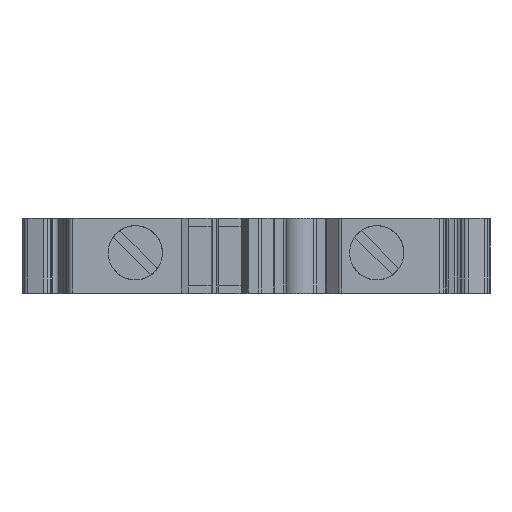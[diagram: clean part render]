
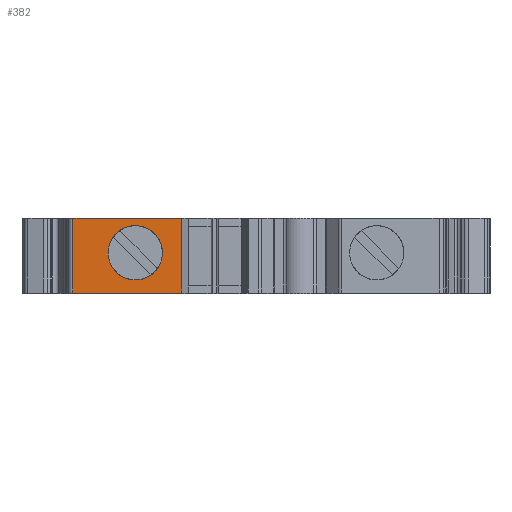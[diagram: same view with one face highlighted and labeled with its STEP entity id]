
A CAD part, top view. The second image highlights one B-rep face of the part: STEP entity #382.
In plain terms, the highlighted planar face has unit normal (0, 0, 1).
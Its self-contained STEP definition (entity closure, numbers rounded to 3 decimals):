
#382 = ADVANCED_FACE( '', ( #960, #961 ), #962, .F. );
#960 = FACE_BOUND( '', #1735, .T. );
#961 = FACE_OUTER_BOUND( '', #1736, .T. );
#962 = PLANE( '', #1737 );
#1735 = EDGE_LOOP( '', ( #2773 ) );
#1736 = EDGE_LOOP( '', ( #2774, #2775, #2776, #2777 ) );
#1737 = AXIS2_PLACEMENT_3D( '', #2778, #2779, #2780 );
#2773 = ORIENTED_EDGE( '', *, *, #4838, .T. );
#2774 = ORIENTED_EDGE( '', *, *, #5073, .T. );
#2775 = ORIENTED_EDGE( '', *, *, #4836, .F. );
#2776 = ORIENTED_EDGE( '', *, *, #5074, .F. );
#2777 = ORIENTED_EDGE( '', *, *, #4974, .T. );
#2778 = CARTESIAN_POINT( '', ( -36.453, 8., 40.984 ) );
#2779 = DIRECTION( '', ( 0., 0., -1. ) );
#2780 = DIRECTION( '', ( -1., 0., 0. ) );
#4836 = EDGE_CURVE( '', #5832, #5827, #5834, .T. );
#4838 = EDGE_CURVE( '', #5836, #5836, #5837, .T. );
#4974 = EDGE_CURVE( '', #6077, #6075, #6078, .T. );
#5073 = EDGE_CURVE( '', #6075, #5827, #6244, .T. );
#5074 = EDGE_CURVE( '', #6077, #5832, #6245, .T. );
#5827 = VERTEX_POINT( '', #7294 );
#5832 = VERTEX_POINT( '', #7301 );
#5834 = LINE( '', #7304, #7305 );
#5836 = VERTEX_POINT( '', #7307 );
#5837 = CIRCLE( '', #7308, 2.9 );
#6075 = VERTEX_POINT( '', #7626 );
#6077 = VERTEX_POINT( '', #7628 );
#6078 = LINE( '', #7629, #7630 );
#6244 = LINE( '', #7858, #7859 );
#6245 = LINE( '', #7860, #7861 );
#7294 = CARTESIAN_POINT( '', ( -24.846, 0., 40.984 ) );
#7301 = CARTESIAN_POINT( '', ( -24.846, 8., 40.984 ) );
#7304 = CARTESIAN_POINT( '', ( -24.846, 8., 40.984 ) );
#7305 = VECTOR( '', #9245, 1000. );
#7307 = CARTESIAN_POINT( '', ( -26.9, 4.3, 40.984 ) );
#7308 = AXIS2_PLACEMENT_3D( '', #9246, #9247, #9248 );
#7626 = CARTESIAN_POINT( '', ( -36.453, 0., 40.984 ) );
#7628 = CARTESIAN_POINT( '', ( -36.453, 8., 40.984 ) );
#7629 = CARTESIAN_POINT( '', ( -36.453, 8., 40.984 ) );
#7630 = VECTOR( '', #9416, 1000. );
#7858 = CARTESIAN_POINT( '', ( -36.453, 0., 40.984 ) );
#7859 = VECTOR( '', #9524, 1000. );
#7860 = CARTESIAN_POINT( '', ( -36.453, 8., 40.984 ) );
#7861 = VECTOR( '', #9525, 1000. );
#9245 = DIRECTION( '', ( 0., -1., 0. ) );
#9246 = CARTESIAN_POINT( '', ( -29.8, 4.3, 40.984 ) );
#9247 = DIRECTION( '', ( 0., 0., -1. ) );
#9248 = DIRECTION( '', ( 1., 0., 0. ) );
#9416 = DIRECTION( '', ( 0., -1., 0. ) );
#9524 = DIRECTION( '', ( 1., 0., 0. ) );
#9525 = DIRECTION( '', ( 1., 0., 0. ) );
